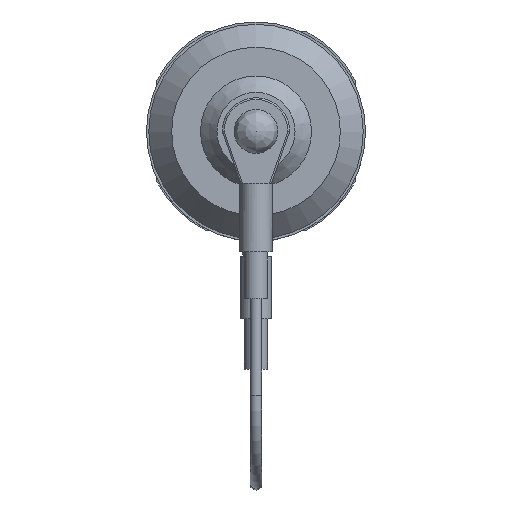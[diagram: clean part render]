
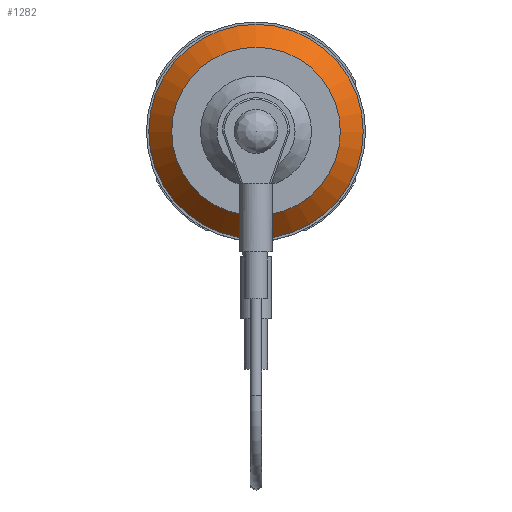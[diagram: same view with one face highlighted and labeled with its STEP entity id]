
A CAD part, top view. The second image highlights one B-rep face of the part: STEP entity #1282.
In plain terms, the highlighted conical face has half-angle 43.381 degrees and reference radius 15.532 mm.
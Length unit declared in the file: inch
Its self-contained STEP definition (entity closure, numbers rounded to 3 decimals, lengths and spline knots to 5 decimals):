
#562 = CARTESIAN_POINT ( 'NONE',  ( 0., 0.68615, 0.481 ) ) ;
#936 = CARTESIAN_POINT ( 'NONE',  ( 0., 0.54805, 0. ) ) ;
#1282 = ADVANCED_FACE ( 'NONE', ( #5619, #5340 ), #7352, .T. ) ;
#1786 = DIRECTION ( 'NONE',  ( 0., 0., 1. ) ) ;
#2130 = AXIS2_PLACEMENT_3D ( 'NONE', #3067, #3924, #2216 ) ;
#2216 = DIRECTION ( 'NONE',  ( 0., 0., -1. ) ) ;
#2326 = VERTEX_POINT ( 'NONE', #9034 ) ;
#2837 = ORIENTED_EDGE ( 'NONE', *, *, #9785, .F. ) ;
#3067 = CARTESIAN_POINT ( 'NONE',  ( 0., 0.54805, 0. ) ) ;
#3505 = VERTEX_POINT ( 'NONE', #562 ) ;
#3913 = EDGE_LOOP ( 'NONE', ( #2837 ) ) ;
#3924 = DIRECTION ( 'NONE',  ( 0., -1., 0. ) ) ;
#4757 = CARTESIAN_POINT ( 'NONE',  ( 0., 0.68615, 0. ) ) ;
#5340 = FACE_OUTER_BOUND ( 'NONE', #6979, .T. ) ;
#5613 = DIRECTION ( 'NONE',  ( 0., 0., 1. ) ) ;
#5619 = FACE_BOUND ( 'NONE', #3913, .T. ) ;
#6713 = AXIS2_PLACEMENT_3D ( 'NONE', #4757, #10751, #5613 ) ;
#6894 = DIRECTION ( 'NONE',  ( 0., 1., 0. ) ) ;
#6979 = EDGE_LOOP ( 'NONE', ( #10333 ) ) ;
#7352 = CONICAL_SURFACE ( 'NONE', #2130, 0.6115, 0.757 ) ;
#7716 = EDGE_CURVE ( 'NONE', #2326, #2326, #8387, .T. ) ;
#8387 = CIRCLE ( 'NONE', #9563, 0.6115 ) ;
#9034 = CARTESIAN_POINT ( 'NONE',  ( 0., 0.54805, 0.6115 ) ) ;
#9563 = AXIS2_PLACEMENT_3D ( 'NONE', #936, #6894, #1786 ) ;
#9785 = EDGE_CURVE ( 'NONE', #3505, #3505, #9787, .T. ) ;
#9787 = CIRCLE ( 'NONE', #6713, 0.481 ) ;
#10333 = ORIENTED_EDGE ( 'NONE', *, *, #7716, .T. ) ;
#10751 = DIRECTION ( 'NONE',  ( 0., 1., 0. ) ) ;
